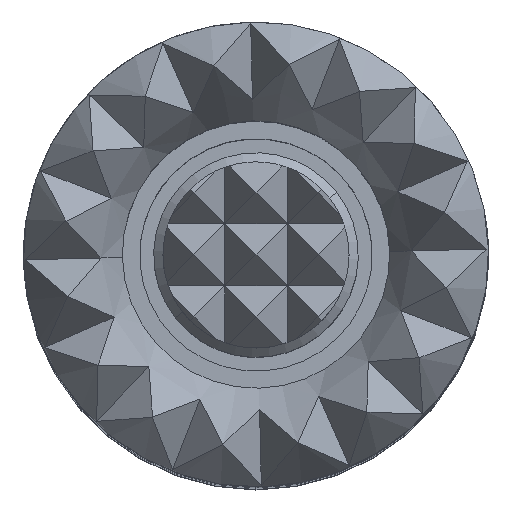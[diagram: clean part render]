
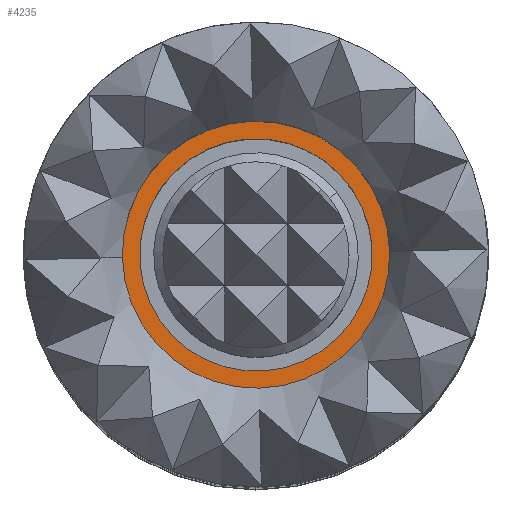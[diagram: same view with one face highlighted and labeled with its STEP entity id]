
A CAD part, top view. The second image highlights one B-rep face of the part: STEP entity #4235.
In plain terms, the highlighted planar face has unit normal (0, 0, 1).
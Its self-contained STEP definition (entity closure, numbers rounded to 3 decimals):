
#3017 = CIRCLE ( 'NONE', #11356, 0.575 ) ;
#3024 = CIRCLE ( 'NONE', #11362, 0.5 ) ;
#4235 = ADVANCED_FACE ( 'NONE', ( #8745, #8748 ), #11599, .T. ) ;
#5742 = CARTESIAN_POINT ( 'NONE',  ( 0., 0., 5.2 ) ) ;
#5744 = DIRECTION ( 'NONE',  ( 0., 0., 1. ) ) ;
#5746 = DIRECTION ( 'NONE',  ( 1., 0.023, 0. ) ) ;
#5903 = EDGE_CURVE ( 'NONE', #9764, #9519, #12218, .T. ) ;
#5904 = EDGE_CURVE ( 'NONE', #9743, #9741, #12209, .T. ) ;
#6023 = CARTESIAN_POINT ( 'NONE',  ( 0., 0., 5.2 ) ) ;
#6024 = DIRECTION ( 'NONE',  ( 0., 0., 1. ) ) ;
#6025 = DIRECTION ( 'NONE',  ( -0.56, 0.828, 0. ) ) ;
#6995 = AXIS2_PLACEMENT_3D ( 'NONE', #11594, #11588, #11633 ) ;
#7014 = AXIS2_PLACEMENT_3D ( 'NONE', #10338, #10317, #10329 ) ;
#7015 = AXIS2_PLACEMENT_3D ( 'NONE', #10336, #10342, #10335 ) ;
#8745 = FACE_BOUND ( 'NONE', #9315, .T. ) ;
#8748 = FACE_OUTER_BOUND ( 'NONE', #9065, .T. ) ;
#8793 = ORIENTED_EDGE ( 'NONE', *, *, #12034, .F. ) ;
#8821 = ORIENTED_EDGE ( 'NONE', *, *, #5904, .F. ) ;
#8833 = ORIENTED_EDGE ( 'NONE', *, *, #5903, .T. ) ;
#8842 = ORIENTED_EDGE ( 'NONE', *, *, #12016, .T. ) ;
#9065 = EDGE_LOOP ( 'NONE', ( #8833, #8842 ) ) ;
#9315 = EDGE_LOOP ( 'NONE', ( #8821, #8793 ) ) ;
#9519 = VERTEX_POINT ( 'NONE', #10668 ) ;
#9741 = VERTEX_POINT ( 'NONE', #10867 ) ;
#9743 = VERTEX_POINT ( 'NONE', #10869 ) ;
#9764 = VERTEX_POINT ( 'NONE', #10886 ) ;
#10317 = DIRECTION ( 'NONE',  ( 0., 0., 1. ) ) ;
#10329 = DIRECTION ( 'NONE',  ( 1., 0.023, 0. ) ) ;
#10335 = DIRECTION ( 'NONE',  ( -0.56, 0.828, 0. ) ) ;
#10336 = CARTESIAN_POINT ( 'NONE',  ( 0., 0., 5.2 ) ) ;
#10338 = CARTESIAN_POINT ( 'NONE',  ( 0., 0., 5.2 ) ) ;
#10342 = DIRECTION ( 'NONE',  ( 0., 0., 1. ) ) ;
#10668 = CARTESIAN_POINT ( 'NONE',  ( -0.575, -0.013, 5.2 ) ) ;
#10867 = CARTESIAN_POINT ( 'NONE',  ( 0.28, -0.414, 5.2 ) ) ;
#10869 = CARTESIAN_POINT ( 'NONE',  ( -0.28, 0.414, 5.2 ) ) ;
#10886 = CARTESIAN_POINT ( 'NONE',  ( 0.575, 0.013, 5.2 ) ) ;
#11356 = AXIS2_PLACEMENT_3D ( 'NONE', #5742, #5744, #5746 ) ;
#11362 = AXIS2_PLACEMENT_3D ( 'NONE', #6023, #6024, #6025 ) ;
#11588 = DIRECTION ( 'NONE',  ( 0., 0., 1. ) ) ;
#11594 = CARTESIAN_POINT ( 'NONE',  ( -0.019, 0.825, 5.2 ) ) ;
#11599 = PLANE ( 'NONE',  #6995 ) ;
#11633 = DIRECTION ( 'NONE',  ( 1., 0.023, 0. ) ) ;
#12016 = EDGE_CURVE ( 'NONE', #9519, #9764, #3017, .T. ) ;
#12034 = EDGE_CURVE ( 'NONE', #9741, #9743, #3024, .T. ) ;
#12209 = CIRCLE ( 'NONE', #7015, 0.5 ) ;
#12218 = CIRCLE ( 'NONE', #7014, 0.575 ) ;
